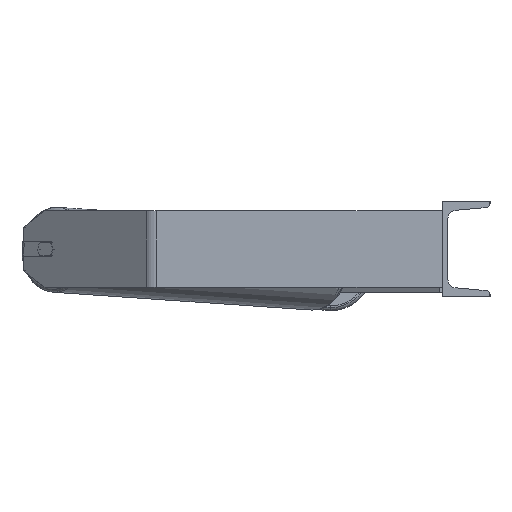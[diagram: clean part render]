
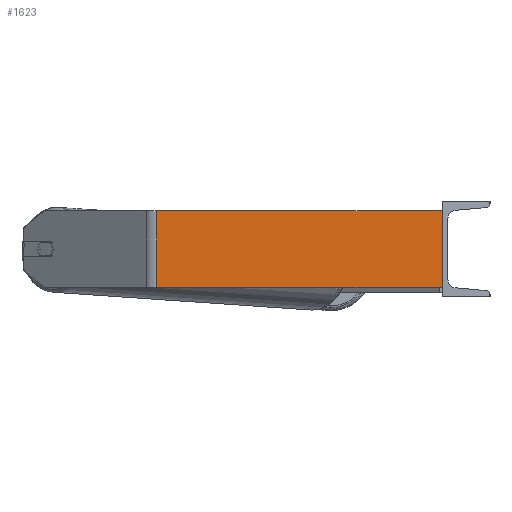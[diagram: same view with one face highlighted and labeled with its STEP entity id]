
A CAD part, left-side view. The second image highlights one B-rep face of the part: STEP entity #1623.
In plain terms, the highlighted planar face has unit normal (-1, 0, 0).
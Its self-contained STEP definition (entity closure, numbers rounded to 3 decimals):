
#38 = DIRECTION ( 'NONE',  ( 0., 1., 0. ) ) ;
#208 = ORIENTED_EDGE ( 'NONE', *, *, #8482, .T. ) ;
#597 = VERTEX_POINT ( 'NONE', #6216 ) ;
#741 = CARTESIAN_POINT ( 'NONE',  ( -685., 0., -40. ) ) ;
#1085 = VECTOR ( 'NONE', #5420, 1000. ) ;
#1291 = DIRECTION ( 'NONE',  ( 0., -1., 0. ) ) ;
#1623 = ADVANCED_FACE ( 'NONE', ( #4348 ), #2792, .F. ) ;
#1632 = VERTEX_POINT ( 'NONE', #741 ) ;
#2165 = CARTESIAN_POINT ( 'NONE',  ( -685., 304.465, 40. ) ) ;
#2216 = CARTESIAN_POINT ( 'NONE',  ( -685., 298.642, 40. ) ) ;
#2324 = AXIS2_PLACEMENT_3D ( 'NONE', #5693, #4256, #38 ) ;
#2590 = ORIENTED_EDGE ( 'NONE', *, *, #3105, .T. ) ;
#2777 = CARTESIAN_POINT ( 'NONE',  ( -685., 0., 40. ) ) ;
#2792 = PLANE ( 'NONE',  #2324 ) ;
#2804 = ORIENTED_EDGE ( 'NONE', *, *, #4560, .F. ) ;
#2987 = CARTESIAN_POINT ( 'NONE',  ( -685., 298.642, 40. ) ) ;
#3105 = EDGE_CURVE ( 'NONE', #597, #1632, #6703, .T. ) ;
#3135 = EDGE_CURVE ( 'NONE', #3767, #1632, #7434, .T. ) ;
#3767 = VERTEX_POINT ( 'NONE', #2777 ) ;
#3969 = CARTESIAN_POINT ( 'NONE',  ( -685., 0., 40. ) ) ;
#4256 = DIRECTION ( 'NONE',  ( 1., 0., 0. ) ) ;
#4348 = FACE_OUTER_BOUND ( 'NONE', #5528, .T. ) ;
#4539 = ORIENTED_EDGE ( 'NONE', *, *, #3135, .F. ) ;
#4560 = EDGE_CURVE ( 'NONE', #4641, #3767, #4754, .T. ) ;
#4641 = VERTEX_POINT ( 'NONE', #2216 ) ;
#4754 = LINE ( 'NONE', #2165, #8496 ) ;
#5420 = DIRECTION ( 'NONE',  ( 0., -1., 0. ) ) ;
#5528 = EDGE_LOOP ( 'NONE', ( #2590, #4539, #2804, #208 ) ) ;
#5693 = CARTESIAN_POINT ( 'NONE',  ( -685., 304.465, 40. ) ) ;
#5839 = LINE ( 'NONE', #2987, #7848 ) ;
#6216 = CARTESIAN_POINT ( 'NONE',  ( -685., 298.642, -40. ) ) ;
#6703 = LINE ( 'NONE', #6839, #1085 ) ;
#6746 = DIRECTION ( 'NONE',  ( 0., 0., -1. ) ) ;
#6839 = CARTESIAN_POINT ( 'NONE',  ( -685., 304.465, -40. ) ) ;
#7175 = DIRECTION ( 'NONE',  ( 0., 0., -1. ) ) ;
#7434 = LINE ( 'NONE', #3969, #7634 ) ;
#7634 = VECTOR ( 'NONE', #6746, 1000. ) ;
#7848 = VECTOR ( 'NONE', #7175, 1000. ) ;
#8482 = EDGE_CURVE ( 'NONE', #4641, #597, #5839, .T. ) ;
#8496 = VECTOR ( 'NONE', #1291, 1000. ) ;
